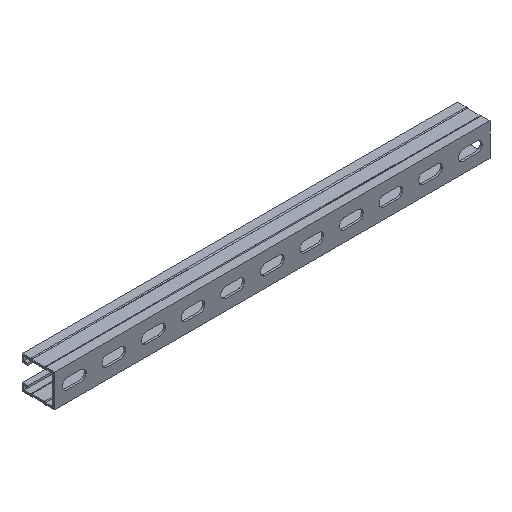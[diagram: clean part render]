
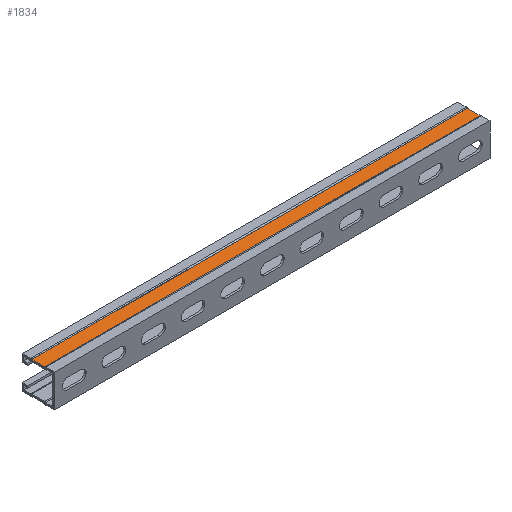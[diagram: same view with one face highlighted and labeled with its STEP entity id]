
A CAD part, isometric view. The second image highlights one B-rep face of the part: STEP entity #1834.
In plain terms, the highlighted planar face has unit normal (0, 0, 1).
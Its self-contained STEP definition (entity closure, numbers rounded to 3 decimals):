
#229=FACE_OUTER_BOUND('',#337,.T.);
#337=EDGE_LOOP('',(#1520,#1521,#1522,#1523));
#511=LINE('',#3011,#687);
#512=LINE('',#3014,#688);
#513=LINE('',#3016,#689);
#514=LINE('',#3017,#690);
#687=VECTOR('',#2497,10.);
#688=VECTOR('',#2500,10.);
#689=VECTOR('',#2501,10.);
#690=VECTOR('',#2502,10.);
#858=VERTEX_POINT('',#3007);
#859=VERTEX_POINT('',#3009);
#860=VERTEX_POINT('',#3013);
#861=VERTEX_POINT('',#3015);
#1103=EDGE_CURVE('',#858,#859,#511,.T.);
#1104=EDGE_CURVE('',#860,#858,#512,.T.);
#1105=EDGE_CURVE('',#861,#859,#513,.T.);
#1106=EDGE_CURVE('',#860,#861,#514,.T.);
#1520=ORIENTED_EDGE('',*,*,#1104,.T.);
#1521=ORIENTED_EDGE('',*,*,#1103,.T.);
#1522=ORIENTED_EDGE('',*,*,#1105,.F.);
#1523=ORIENTED_EDGE('',*,*,#1106,.F.);
#1663=PLANE('',#2015);
#1834=ADVANCED_FACE('',(#229),#1663,.T.);
#2015=AXIS2_PLACEMENT_3D('',#3012,#2498,#2499);
#2497=DIRECTION('',(1.,0.,0.));
#2498=DIRECTION('center_axis',(0.,0.,1.));
#2499=DIRECTION('ref_axis',(0.,-1.,0.));
#2500=DIRECTION('',(0.,-1.,0.));
#2501=DIRECTION('',(0.,-1.,0.));
#2502=DIRECTION('',(1.,0.,0.));
#3007=CARTESIAN_POINT('',(0.,-8.002,20.15));
#3009=CARTESIAN_POINT('',(550.,-8.002,20.15));
#3011=CARTESIAN_POINT('',(0.,-8.002,20.15));
#3012=CARTESIAN_POINT('Origin',(0.,8.002,20.15));
#3013=CARTESIAN_POINT('',(0.,8.002,20.15));
#3014=CARTESIAN_POINT('',(0.,8.002,20.15));
#3015=CARTESIAN_POINT('',(550.,8.002,20.15));
#3016=CARTESIAN_POINT('',(550.,8.002,20.15));
#3017=CARTESIAN_POINT('',(0.,8.002,20.15));
